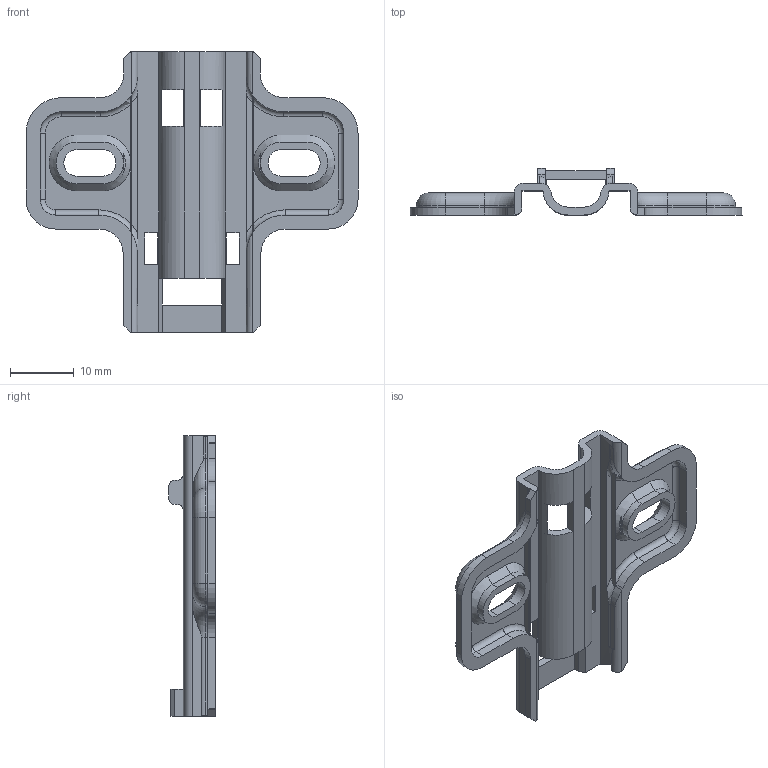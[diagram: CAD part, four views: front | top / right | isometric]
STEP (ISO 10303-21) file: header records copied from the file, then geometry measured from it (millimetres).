
FILE_DESCRIPTION (( 'STEP AP214' ), '1' );
FILE_NAME ('F000046_3D.step', '2022-06-06T12:17:10', ( '' ), ( '' ), 'SwSTEP 2.0', 'SolidWorks 2020', '' );
FILE_SCHEMA (( 'AUTOMOTIVE_DESIGN' ));
Length unit declared in the file: millimetre
Products named in the file (1): F000046_3D
Bounding box: 52 x 7.3 x 44 mm (x, y, z)
Volume: 2443.6 mm3; surface area: 4435.8 mm2
Topology: 1 solids, 1 shells, 279 faces, 721 edges, 440 vertices
Faces by surface type: plane 167, cylinder 80, torus 24, cone 8
Entity records: 8635 total; most frequent: CARTESIAN_POINT 1739, DIRECTION 1443, ORIENTED_EDGE 1442, EDGE_CURVE 721, AXIS2_PLACEMENT_3D 482, LINE 479, VECTOR 479, VERTEX_POINT 440
